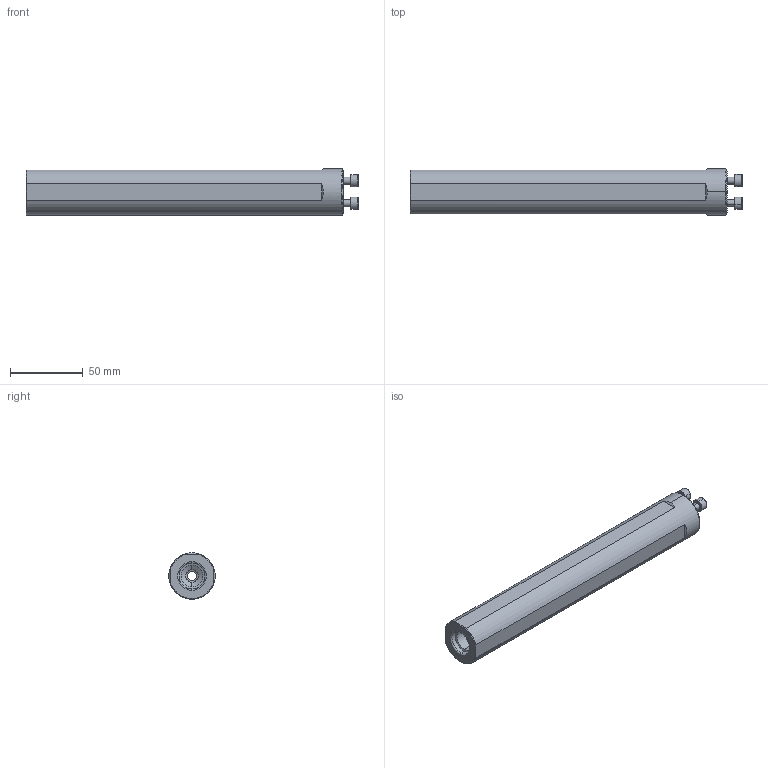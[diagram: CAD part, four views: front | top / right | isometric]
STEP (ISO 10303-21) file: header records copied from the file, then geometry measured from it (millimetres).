
FILE_DESCRIPTION (( 'STEP AP214' ), '1' );
FILE_NAME ('U32.WK2.032.218.STEP', '2020-09-16T12:35:42', ( '' ), ( '' ), 'SwSTEP 2.0', 'SolidWorks 2017', '' );
FILE_SCHEMA (( 'AUTOMOTIVE_DESIGN' ));
Length unit declared in the file: millimetre
Products named in the file (4): ISO 4762 - M5 x 14; DIN 3771 - 6x1; U32.WK2.032.218; U32-WK2.032.218_A
Assembly tree (5 placements, depth 2):
  U32.WK2.032.218
    U32-WK2.032.218_A
    ISO 4762 - M5 x 14  x3
    DIN 3771 - 6x1
Bounding box: 228.4 x 32 x 32 mm (x, y, z)
Volume: 156162.7 mm3; surface area: 32034.3 mm2
Topology: 5 solids, 5 shells, 326 faces, 864 edges, 540 vertices
Faces by surface type: plane 188, cylinder 76, cone 44, torus 18
Entity records: 9826 total; most frequent: CARTESIAN_POINT 3084, ORIENTED_EDGE 1476, DIRECTION 1198, EDGE_CURVE 738, VERTEX_POINT 474, AXIS2_PLACEMENT_3D 462, B_SPLINE_CURVE_WITH_KNOTS 278, EDGE_LOOP 278
